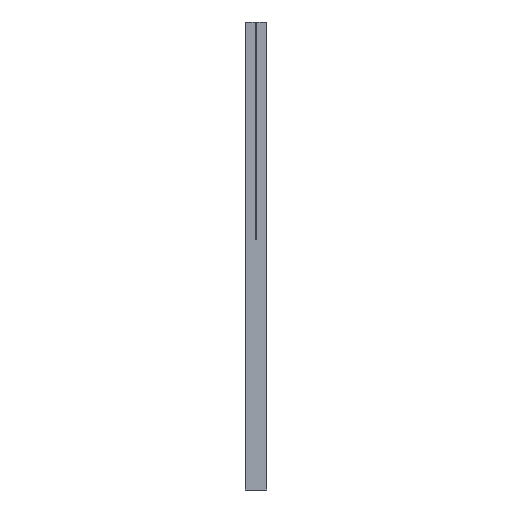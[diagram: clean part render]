
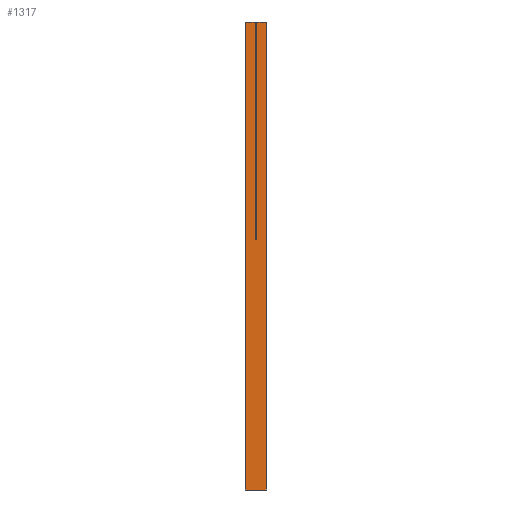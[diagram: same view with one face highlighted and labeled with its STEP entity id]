
A CAD part, left-side view. The second image highlights one B-rep face of the part: STEP entity #1317.
In plain terms, the highlighted free-form (B-spline) face has degree [1, 1] with [2, 2] control points.
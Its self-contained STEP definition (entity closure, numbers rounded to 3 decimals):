
#14 = EDGE_CURVE ( 'NONE', #302, #391, #1486, .T. ) ;
#64 = CARTESIAN_POINT ( 'NONE',  ( 0., 98., 0. ) ) ;
#86 = ORIENTED_EDGE ( 'NONE', *, *, #359, .F. ) ;
#118 = CARTESIAN_POINT ( 'NONE',  ( 0., 2., 2150. ) ) ;
#125 = CARTESIAN_POINT ( 'NONE',  ( 0., 98., 2150. ) ) ;
#145 = ORIENTED_EDGE ( 'NONE', *, *, #1128, .T. ) ;
#154 = EDGE_CURVE ( 'NONE', #1519, #295, #1680, .T. ) ;
#164 = EDGE_CURVE ( 'NONE', #1519, #311, #1157, .T. ) ;
#213 = FACE_OUTER_BOUND ( 'NONE', #893, .T. ) ;
#249 = CARTESIAN_POINT ( 'NONE',  ( 0., 54., 1150. ) ) ;
#257 = VERTEX_POINT ( 'NONE', #1354 ) ;
#259 = CARTESIAN_POINT ( 'NONE',  ( 0., 98., 0. ) ) ;
#295 = VERTEX_POINT ( 'NONE', #125 ) ;
#300 = CARTESIAN_POINT ( 'NONE',  ( 0., 46., 1150. ) ) ;
#302 = VERTEX_POINT ( 'NONE', #785 ) ;
#311 = VERTEX_POINT ( 'NONE', #249 ) ;
#350 = CARTESIAN_POINT ( 'NONE',  ( 0., 98., 2150. ) ) ;
#358 = CARTESIAN_POINT ( 'NONE',  ( 0., 54., 2150. ) ) ;
#359 = EDGE_CURVE ( 'NONE', #257, #1314, #616, .T. ) ;
#391 = VERTEX_POINT ( 'NONE', #454 ) ;
#394 = B_SPLINE_CURVE_WITH_KNOTS ( 'NONE', 1,
 ( #350, #659 ),
 .UNSPECIFIED., .F., .F.,
 ( 2, 2 ),
 ( 0., 1. ),
 .UNSPECIFIED. ) ;
#454 = CARTESIAN_POINT ( 'NONE',  ( 0., 46., 2150. ) ) ;
#481 = CARTESIAN_POINT ( 'NONE',  ( 0., 46., 2150. ) ) ;
#482 = CARTESIAN_POINT ( 'NONE',  ( 0., 54., 2150. ) ) ;
#549 = VERTEX_POINT ( 'NONE', #889 ) ;
#574 = CARTESIAN_POINT ( 'NONE',  ( 0., 46., 1150. ) ) ;
#587 = B_SPLINE_CURVE_WITH_KNOTS ( 'NONE', 1,
 ( #1130, #300 ),
 .UNSPECIFIED., .F., .F.,
 ( 2, 2 ),
 ( 0., 1. ),
 .UNSPECIFIED. ) ;
#599 = CARTESIAN_POINT ( 'NONE',  ( 0., 98., 2150. ) ) ;
#616 = B_SPLINE_CURVE_WITH_KNOTS ( 'NONE', 1,
 ( #1635, #259 ),
 .UNSPECIFIED., .F., .F.,
 ( 2, 2 ),
 ( 0., 1. ),
 .UNSPECIFIED. ) ;
#651 = ORIENTED_EDGE ( 'NONE', *, *, #14, .F. ) ;
#659 = CARTESIAN_POINT ( 'NONE',  ( 0., 98., 0. ) ) ;
#689 = ORIENTED_EDGE ( 'NONE', *, *, #970, .F. ) ;
#701 = CARTESIAN_POINT ( 'NONE',  ( 0., 46., 2150. ) ) ;
#785 = CARTESIAN_POINT ( 'NONE',  ( 0., 46., 1150. ) ) ;
#865 = B_SPLINE_CURVE_WITH_KNOTS ( 'NONE', 1,
 ( #118, #1767 ),
 .UNSPECIFIED., .F., .F.,
 ( 2, 2 ),
 ( -1., 0. ),
 .UNSPECIFIED. ) ;
#887 = CARTESIAN_POINT ( 'NONE',  ( 0., 98., 2150. ) ) ;
#889 = CARTESIAN_POINT ( 'NONE',  ( 0., 2., 2150. ) ) ;
#891 = CARTESIAN_POINT ( 'NONE',  ( 0., 54., 1150. ) ) ;
#893 = EDGE_LOOP ( 'NONE', ( #1616, #1356, #651, #689, #900, #1599, #145, #86 ) ) ;
#900 = ORIENTED_EDGE ( 'NONE', *, *, #164, .F. ) ;
#970 = EDGE_CURVE ( 'NONE', #311, #302, #587, .T. ) ;
#1031 = CARTESIAN_POINT ( 'NONE',  ( 0., 98., 0. ) ) ;
#1124 = EDGE_CURVE ( 'NONE', #549, #391, #1499, .T. ) ;
#1128 = EDGE_CURVE ( 'NONE', #295, #1314, #394, .T. ) ;
#1130 = CARTESIAN_POINT ( 'NONE',  ( 0., 54., 1150. ) ) ;
#1157 = B_SPLINE_CURVE_WITH_KNOTS ( 'NONE', 1,
 ( #1705, #891 ),
 .UNSPECIFIED., .F., .F.,
 ( 2, 2 ),
 ( 0., 1. ),
 .UNSPECIFIED. ) ;
#1314 = VERTEX_POINT ( 'NONE', #1031 ) ;
#1317 = ADVANCED_FACE ( 'NONE', ( #213 ), #1666, .F. ) ;
#1354 = CARTESIAN_POINT ( 'NONE',  ( 0., 2., 0. ) ) ;
#1356 = ORIENTED_EDGE ( 'NONE', *, *, #1124, .T. ) ;
#1434 = CARTESIAN_POINT ( 'NONE',  ( 0., 2., 0. ) ) ;
#1486 = B_SPLINE_CURVE_WITH_KNOTS ( 'NONE', 1,
 ( #574, #701 ),
 .UNSPECIFIED., .F., .F.,
 ( 2, 2 ),
 ( 0., 1. ),
 .UNSPECIFIED. ) ;
#1499 = B_SPLINE_CURVE_WITH_KNOTS ( 'NONE', 1,
 ( #1714, #481 ),
 .UNSPECIFIED., .F., .F.,
 ( 2, 2 ),
 ( 0., 1. ),
 .UNSPECIFIED. ) ;
#1519 = VERTEX_POINT ( 'NONE', #482 ) ;
#1561 = EDGE_CURVE ( 'NONE', #549, #257, #865, .T. ) ;
#1599 = ORIENTED_EDGE ( 'NONE', *, *, #154, .T. ) ;
#1616 = ORIENTED_EDGE ( 'NONE', *, *, #1561, .F. ) ;
#1635 = CARTESIAN_POINT ( 'NONE',  ( 0., 2., 0. ) ) ;
#1666 = B_SPLINE_SURFACE_WITH_KNOTS ( 'NONE', 1, 1, ( 
 ( #1734, #599 ),
 ( #1434, #64 ) ),
 .UNSPECIFIED., .F., .F., .F.,
 ( 2, 2 ),
 ( 2, 2 ),
 ( 0., 1. ),
 ( 0., 1. ),
 .UNSPECIFIED. ) ;
#1680 = B_SPLINE_CURVE_WITH_KNOTS ( 'NONE', 1,
 ( #358, #887 ),
 .UNSPECIFIED., .F., .F.,
 ( 2, 2 ),
 ( 0., 1. ),
 .UNSPECIFIED. ) ;
#1705 = CARTESIAN_POINT ( 'NONE',  ( 0., 54., 2150. ) ) ;
#1714 = CARTESIAN_POINT ( 'NONE',  ( 0., 2., 2150. ) ) ;
#1734 = CARTESIAN_POINT ( 'NONE',  ( 0., 2., 2150. ) ) ;
#1767 = CARTESIAN_POINT ( 'NONE',  ( 0., 2., 0. ) ) ;
